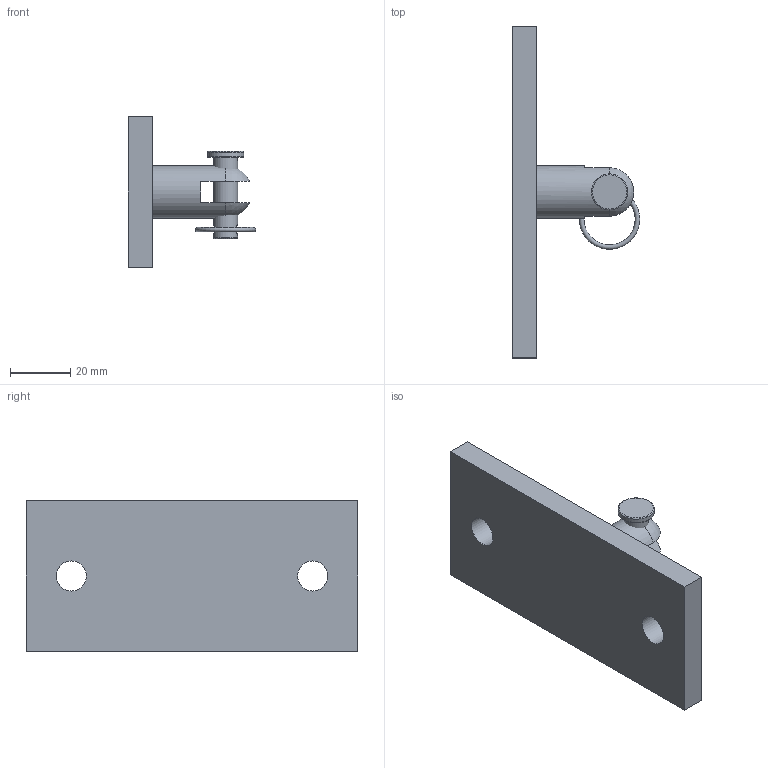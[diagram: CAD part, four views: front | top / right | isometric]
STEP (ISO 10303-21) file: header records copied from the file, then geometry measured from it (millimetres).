
FILE_DESCRIPTION(/* description */ (''),/* implementation_level */ '2;1');
FILE_NAME(/* name */ 'Wandhalter für Zugstangen.stp',/* time_stamp */ '2016-01-18T07:18:08+01:00',/* author */ ('s.tammegger'),/* organization */ (''),/* preprocessor_version */ 'ST-DEVELOPER v15.2',/* originating_system */ 'Autodesk Inventor 2014',/* authorisation */ '');
FILE_SCHEMA (('CONFIG_CONTROL_DESIGN'));
Length unit declared in the file: millimetre
Products named in the file (1): Wandhalter für Zugstangen
Bounding box: 42.25 x 110 x 50 mm (x, y, z)
Volume: 49827.2 mm3; surface area: 17373 mm2
Topology: 4 solids, 4 shells, 27 faces, 59 edges, 38 vertices
Faces by surface type: plane 13, cylinder 6, torus 4, sphere 2, bspline 2
Full cylindrical faces by diameter (mm): 3 x1, 8 x1, 10 x2, 12 x1, 17.5 x1
Entity records: 969 total; most frequent: CARTESIAN_POINT 403, DIRECTION 114, ORIENTED_EDGE 88, AXIS2_PLACEMENT_3D 48, EDGE_CURVE 44, EDGE_LOOP 43, VERTEX_POINT 33, ADVANCED_FACE 27
